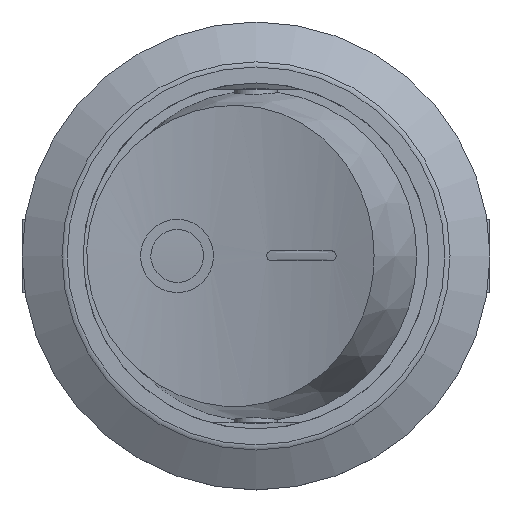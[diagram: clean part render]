
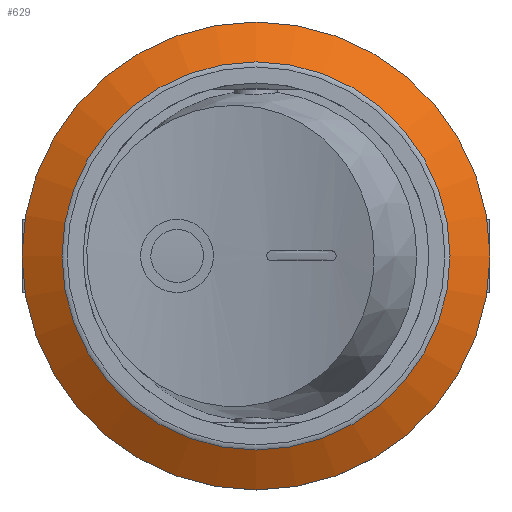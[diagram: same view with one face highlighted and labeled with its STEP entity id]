
A CAD part, top view. The second image highlights one B-rep face of the part: STEP entity #629.
In plain terms, the highlighted conical face has half-angle 60 degrees and reference radius 10.519 mm.
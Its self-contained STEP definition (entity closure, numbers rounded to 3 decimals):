
#629=ADVANCED_FACE('',(#2200,#2202),#2204,.T.);
#2200=FACE_OUTER_BOUND('',#2201,.T.);
#2201=EDGE_LOOP('',(#3442));
#2202=FACE_OUTER_BOUND('',#2203,.T.);
#2203=EDGE_LOOP('',(#3443));
#2204=CONICAL_SURFACE('',#2205,10.519,1.047);
#2205=AXIS2_PLACEMENT_3D('',#2206,#2207,#2208);
#2206=CARTESIAN_POINT('',(0.,0.,1.367));
#2207=DIRECTION('',(0.,0.,-1.));
#2208=DIRECTION('',(-1.,0.,0.));
#3442=ORIENTED_EDGE('',*,*,#4264,.T.);
#3443=ORIENTED_EDGE('',*,*,#4163,.F.);
#4163=EDGE_CURVE('',#4730,#4730,#4731,.T.);
#4264=EDGE_CURVE('',#4912,#4912,#4913,.T.);
#4730=VERTEX_POINT('',#6276);
#4731=CIRCLE('',#6277,11.5);
#4912=VERTEX_POINT('',#6665);
#4913=CIRCLE('',#6666,9.538);
#6276=CARTESIAN_POINT('',(-11.5,0.,0.8));
#6277=AXIS2_PLACEMENT_3D('',#6278,#6279,#6280);
#6278=CARTESIAN_POINT('',(0.,0.,0.8));
#6279=DIRECTION('',(0.,0.,-1.));
#6280=DIRECTION('',(-1.,0.,0.));
#6665=CARTESIAN_POINT('',(-9.538,0.,1.933));
#6666=AXIS2_PLACEMENT_3D('',#6667,#6668,#6669);
#6667=CARTESIAN_POINT('',(0.,0.,1.933));
#6668=DIRECTION('',(0.,0.,-1.));
#6669=DIRECTION('',(-1.,0.,0.));
